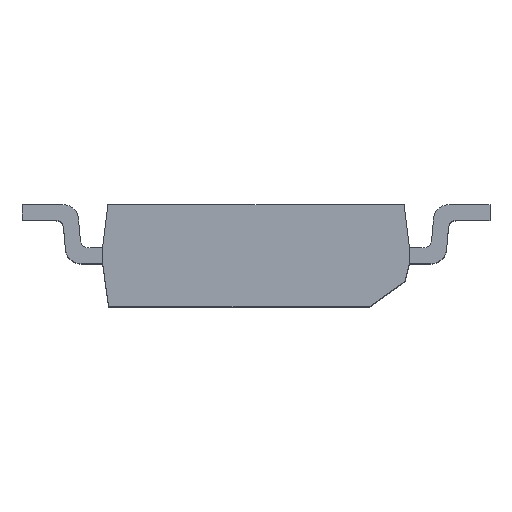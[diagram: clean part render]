
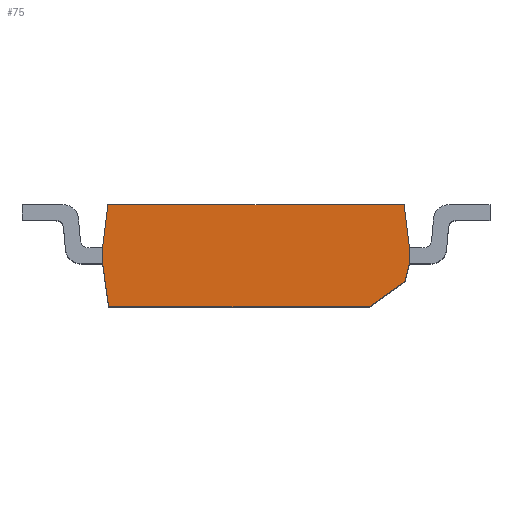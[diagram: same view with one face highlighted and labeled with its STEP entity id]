
A CAD part, top view. The second image highlights one B-rep face of the part: STEP entity #75.
In plain terms, the highlighted planar face has unit normal (0, 0, 1).
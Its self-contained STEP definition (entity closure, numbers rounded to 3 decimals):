
#75=ADVANCED_FACE('',(#3382),#3384,.T.);
#3382=FACE_BOUND('',#3383,.T.);
#3383=EDGE_LOOP('',(#5978,#5979,#5980,#5981,#5982,#5983,#5984,#5985,#5986,#5987,
#5988,#5989,#5990));
#3384=PLANE('',#3385);
#3385=AXIS2_PLACEMENT_3D('',#3386,#3387,#3388);
#3386=CARTESIAN_POINT('',(0.,0.,4.91));
#3387=DIRECTION('',(0.,0.,1.));
#3388=DIRECTION('',(0.,-1.,0.));
#5978=ORIENTED_EDGE('',*,*,#8462,.T.);
#5979=ORIENTED_EDGE('',*,*,#8463,.F.);
#5980=ORIENTED_EDGE('',*,*,#8464,.F.);
#5981=ORIENTED_EDGE('',*,*,#8465,.F.);
#5982=ORIENTED_EDGE('',*,*,#8466,.T.);
#5983=ORIENTED_EDGE('',*,*,#8275,.T.);
#5984=ORIENTED_EDGE('',*,*,#8460,.T.);
#5985=ORIENTED_EDGE('',*,*,#8467,.T.);
#5986=ORIENTED_EDGE('',*,*,#8468,.F.);
#5987=ORIENTED_EDGE('',*,*,#8469,.F.);
#5988=ORIENTED_EDGE('',*,*,#8470,.F.);
#5989=ORIENTED_EDGE('',*,*,#8471,.T.);
#5990=ORIENTED_EDGE('',*,*,#8472,.T.);
#8275=EDGE_CURVE('',#9307,#9305,#9308,.T.);
#8460=EDGE_CURVE('',#9305,#9675,#9677,.T.);
#8462=EDGE_CURVE('',#9679,#9680,#9681,.T.);
#8463=EDGE_CURVE('',#9682,#9680,#9683,.T.);
#8464=EDGE_CURVE('',#9684,#9682,#9685,.T.);
#8465=EDGE_CURVE('',#9686,#9684,#9687,.T.);
#8466=EDGE_CURVE('',#9686,#9307,#9688,.T.);
#8467=EDGE_CURVE('',#9675,#9689,#9690,.T.);
#8468=EDGE_CURVE('',#9691,#9689,#9692,.T.);
#8469=EDGE_CURVE('',#9693,#9691,#9694,.T.);
#8470=EDGE_CURVE('',#9695,#9693,#9696,.T.);
#8471=EDGE_CURVE('',#9695,#9697,#9698,.T.);
#8472=EDGE_CURVE('',#9697,#9679,#9699,.T.);
#9305=VERTEX_POINT('',#11023);
#9307=VERTEX_POINT('',#11027);
#9308=LINE('',#11028,#11029);
#9675=VERTEX_POINT('',#11783);
#9677=LINE('',#11787,#11788);
#9679=VERTEX_POINT('',#11793);
#9680=VERTEX_POINT('',#11794);
#9681=LINE('',#11795,#11796);
#9682=VERTEX_POINT('',#11798);
#9683=LINE('',#11799,#11800);
#9684=VERTEX_POINT('',#11802);
#9685=LINE('',#11803,#11804);
#9686=VERTEX_POINT('',#11806);
#9687=LINE('',#11807,#11808);
#9688=LINE('',#11810,#11811);
#9689=VERTEX_POINT('',#11813);
#9690=LINE('',#11814,#11815);
#9691=VERTEX_POINT('',#11817);
#9692=LINE('',#11818,#11819);
#9693=VERTEX_POINT('',#11821);
#9694=LINE('',#11822,#11823);
#9695=VERTEX_POINT('',#11825);
#9696=LINE('',#11826,#11827);
#9697=VERTEX_POINT('',#11829);
#9698=LINE('',#11830,#11831);
#9699=LINE('',#11833,#11834);
#11023=CARTESIAN_POINT('',(1.441,-0.65,4.91));
#11027=CARTESIAN_POINT('',(-1.873,-0.65,4.91));
#11028=CARTESIAN_POINT('',(-1.873,-0.65,4.91));
#11029=VECTOR('',#11030,1.);
#11030=DIRECTION('',(1.,0.,0.));
#11783=CARTESIAN_POINT('',(1.891,-0.33,4.91));
#11787=CARTESIAN_POINT('',(1.441,-0.65,4.91));
#11788=VECTOR('',#11789,1.);
#11789=DIRECTION('',(0.815,0.58,0.));
#11793=CARTESIAN_POINT('',(-1.882,0.65,4.91));
#11794=CARTESIAN_POINT('',(-1.95,0.1,4.91));
#11795=CARTESIAN_POINT('',(-1.882,0.65,4.91));
#11796=VECTOR('',#11797,1.);
#11797=DIRECTION('',(-0.122,-0.993,0.));
#11798=CARTESIAN_POINT('',(-1.951,0.1,4.91));
#11799=CARTESIAN_POINT('',(-1.951,0.1,4.91));
#11800=VECTOR('',#11801,1.);
#11801=DIRECTION('',(1.,0.,0.));
#11802=CARTESIAN_POINT('',(-1.951,-0.1,4.91));
#11803=CARTESIAN_POINT('',(-1.951,-0.1,4.91));
#11804=VECTOR('',#11805,1.);
#11805=DIRECTION('',(0.,1.,0.));
#11806=CARTESIAN_POINT('',(-1.95,-0.1,4.91));
#11807=CARTESIAN_POINT('',(-1.95,-0.1,4.91));
#11808=VECTOR('',#11809,1.);
#11809=DIRECTION('',(-1.,0.,0.));
#11810=CARTESIAN_POINT('',(-1.95,-0.1,4.91));
#11811=VECTOR('',#11812,1.);
#11812=DIRECTION('',(0.139,-0.99,0.));
#11813=CARTESIAN_POINT('',(1.95,-0.1,4.91));
#11814=CARTESIAN_POINT('',(1.891,-0.33,4.91));
#11815=VECTOR('',#11816,1.);
#11816=DIRECTION('',(0.249,0.968,0.));
#11817=CARTESIAN_POINT('',(1.951,-0.1,4.91));
#11818=CARTESIAN_POINT('',(1.951,-0.1,4.91));
#11819=VECTOR('',#11820,1.);
#11820=DIRECTION('',(-1.,0.,0.));
#11821=CARTESIAN_POINT('',(1.951,0.1,4.91));
#11822=CARTESIAN_POINT('',(1.951,0.1,4.91));
#11823=VECTOR('',#11824,1.);
#11824=DIRECTION('',(0.,-1.,0.));
#11825=CARTESIAN_POINT('',(1.95,0.1,4.91));
#11826=CARTESIAN_POINT('',(1.95,0.1,4.91));
#11827=VECTOR('',#11828,1.);
#11828=DIRECTION('',(1.,0.,0.));
#11829=CARTESIAN_POINT('',(1.882,0.65,4.91));
#11830=CARTESIAN_POINT('',(1.95,0.1,4.91));
#11831=VECTOR('',#11832,1.);
#11832=DIRECTION('',(-0.122,0.993,0.));
#11833=CARTESIAN_POINT('',(1.882,0.65,4.91));
#11834=VECTOR('',#11835,1.);
#11835=DIRECTION('',(-1.,0.,0.));
